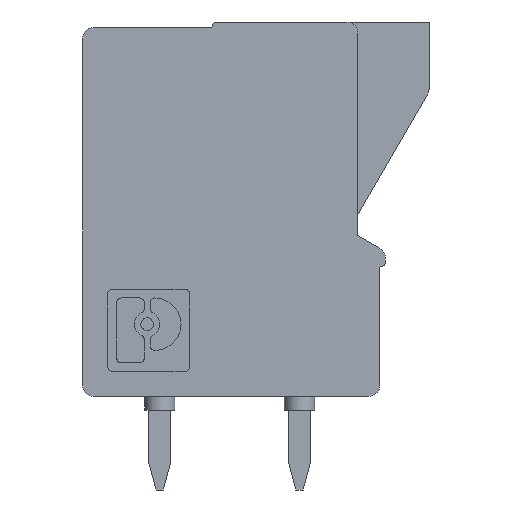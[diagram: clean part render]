
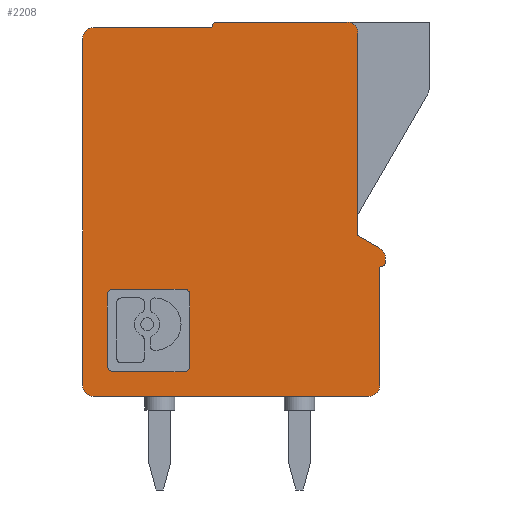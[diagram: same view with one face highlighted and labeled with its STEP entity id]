
A CAD part, left-side view. The second image highlights one B-rep face of the part: STEP entity #2208.
In plain terms, the highlighted planar face has unit normal (-1, 0, 0).
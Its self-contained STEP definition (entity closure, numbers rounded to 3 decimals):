
#2004=CARTESIAN_POINT('',(-4.18,5.89,-0.68));
#2005=DIRECTION('',(-1.0,0.0,0.0));
#2006=DIRECTION('',(0.0,0.0,-1.0));
#2007=AXIS2_PLACEMENT_3D('',#2004,#2005,#2006);
#2008=PLANE('',#2007);
#2009=CARTESIAN_POINT('',(-4.18,-5.46,5.388));
#2010=VERTEX_POINT('',#2009);
#2011=CARTESIAN_POINT('',(-4.18,-4.66,5.85));
#2012=VERTEX_POINT('',#2011);
#2013=CARTESIAN_POINT('',(-4.18,-5.46,5.388));
#2014=DIRECTION('',(0.0,0.866,0.5));
#2015=VECTOR('',#2014,0.924);
#2016=LINE('',#2013,#2015);
#2017=EDGE_CURVE('',#2010,#2012,#2016,.T.);
#2018=ORIENTED_EDGE('',*,*,#2017,.T.);
#2019=CARTESIAN_POINT('',(-4.18,-4.66,13.2));
#2020=VERTEX_POINT('',#2019);
#2021=CARTESIAN_POINT('',(-4.18,-4.66,5.85));
#2022=DIRECTION('',(0.0,0.0,1.0));
#2023=VECTOR('',#2022,7.35);
#2024=LINE('',#2021,#2023);
#2025=EDGE_CURVE('',#2012,#2020,#2024,.T.);
#2026=ORIENTED_EDGE('',*,*,#2025,.T.);
#2027=CARTESIAN_POINT('',(-4.18,-4.26,13.6));
#2028=VERTEX_POINT('',#2027);
#2029=CARTESIAN_POINT('',(-4.18,-4.26,13.2));
#2030=DIRECTION('',(-1.0,0.0,0.0));
#2031=DIRECTION('',(0.0,0.0,-1.0));
#2032=AXIS2_PLACEMENT_3D('',#2029,#2030,#2031);
#2033=CIRCLE('',#2032,0.4);
#2034=EDGE_CURVE('',#2020,#2028,#2033,.T.);
#2035=ORIENTED_EDGE('',*,*,#2034,.T.);
#2036=CARTESIAN_POINT('',(-4.18,0.44,13.6));
#2037=VERTEX_POINT('',#2036);
#2038=CARTESIAN_POINT('',(-4.18,-4.26,13.6));
#2039=DIRECTION('',(0.0,1.0,0.0));
#2040=VECTOR('',#2039,4.7);
#2041=LINE('',#2038,#2040);
#2042=EDGE_CURVE('',#2028,#2037,#2041,.T.);
#2043=ORIENTED_EDGE('',*,*,#2042,.T.);
#2044=CARTESIAN_POINT('',(-4.18,0.64,13.4));
#2045=VERTEX_POINT('',#2044);
#2046=CARTESIAN_POINT('',(-4.18,0.44,13.4));
#2047=DIRECTION('',(-1.0,0.0,0.0));
#2048=DIRECTION('',(0.0,0.0,-1.0));
#2049=AXIS2_PLACEMENT_3D('',#2046,#2047,#2048);
#2050=CIRCLE('',#2049,0.2);
#2051=EDGE_CURVE('',#2037,#2045,#2050,.T.);
#2052=ORIENTED_EDGE('',*,*,#2051,.T.);
#2053=CARTESIAN_POINT('',(-4.18,4.94,13.4));
#2054=VERTEX_POINT('',#2053);
#2055=CARTESIAN_POINT('',(-4.18,0.64,13.4));
#2056=DIRECTION('',(0.0,1.0,0.0));
#2057=VECTOR('',#2056,4.3);
#2058=LINE('',#2055,#2057);
#2059=EDGE_CURVE('',#2045,#2054,#2058,.T.);
#2060=ORIENTED_EDGE('',*,*,#2059,.T.);
#2061=CARTESIAN_POINT('',(-4.18,5.34,13.0));
#2062=VERTEX_POINT('',#2061);
#2063=CARTESIAN_POINT('',(-4.18,4.94,13.0));
#2064=DIRECTION('',(-1.0,0.0,0.0));
#2065=DIRECTION('',(0.0,0.0,-1.0));
#2066=AXIS2_PLACEMENT_3D('',#2063,#2064,#2065);
#2067=CIRCLE('',#2066,0.4);
#2068=EDGE_CURVE('',#2054,#2062,#2067,.T.);
#2069=ORIENTED_EDGE('',*,*,#2068,.T.);
#2070=CARTESIAN_POINT('',(-4.18,5.34,0.4));
#2071=VERTEX_POINT('',#2070);
#2072=CARTESIAN_POINT('',(-4.18,5.34,13.0));
#2073=DIRECTION('',(0.0,0.0,-1.0));
#2074=VECTOR('',#2073,12.6);
#2075=LINE('',#2072,#2074);
#2076=EDGE_CURVE('',#2062,#2071,#2075,.T.);
#2077=ORIENTED_EDGE('',*,*,#2076,.T.);
#2078=CARTESIAN_POINT('',(-4.18,4.94,0.0));
#2079=VERTEX_POINT('',#2078);
#2080=CARTESIAN_POINT('',(-4.18,4.94,0.4));
#2081=DIRECTION('',(-1.0,0.0,0.0));
#2082=DIRECTION('',(0.0,0.0,-1.0));
#2083=AXIS2_PLACEMENT_3D('',#2080,#2081,#2082);
#2084=CIRCLE('',#2083,0.4);
#2085=EDGE_CURVE('',#2071,#2079,#2084,.T.);
#2086=ORIENTED_EDGE('',*,*,#2085,.T.);
#2087=CARTESIAN_POINT('',(-4.18,-5.06,0.0));
#2088=VERTEX_POINT('',#2087);
#2089=CARTESIAN_POINT('',(-4.18,4.94,0.0));
#2090=DIRECTION('',(0.0,-1.0,0.0));
#2091=VECTOR('',#2090,10.0);
#2092=LINE('',#2089,#2091);
#2093=EDGE_CURVE('',#2079,#2088,#2092,.T.);
#2094=ORIENTED_EDGE('',*,*,#2093,.T.);
#2095=CARTESIAN_POINT('',(-4.18,-5.46,0.4));
#2096=VERTEX_POINT('',#2095);
#2097=CARTESIAN_POINT('',(-4.18,-5.06,0.4));
#2098=DIRECTION('',(-1.0,0.0,0.0));
#2099=DIRECTION('',(0.0,0.0,-1.0));
#2100=AXIS2_PLACEMENT_3D('',#2097,#2098,#2099);
#2101=CIRCLE('',#2100,0.4);
#2102=EDGE_CURVE('',#2088,#2096,#2101,.T.);
#2103=ORIENTED_EDGE('',*,*,#2102,.T.);
#2104=CARTESIAN_POINT('',(-4.18,-5.46,4.7));
#2105=VERTEX_POINT('',#2104);
#2106=CARTESIAN_POINT('',(-4.18,-5.46,0.4));
#2107=DIRECTION('',(0.0,0.0,1.0));
#2108=VECTOR('',#2107,4.3);
#2109=LINE('',#2106,#2108);
#2110=EDGE_CURVE('',#2096,#2105,#2109,.T.);
#2111=ORIENTED_EDGE('',*,*,#2110,.T.);
#2112=CARTESIAN_POINT('',(-4.18,-5.66,4.9));
#2113=VERTEX_POINT('',#2112);
#2114=CARTESIAN_POINT('',(-4.18,-5.46,4.9));
#2115=DIRECTION('',(-1.0,0.0,0.0));
#2116=DIRECTION('',(0.0,0.0,-1.0));
#2117=AXIS2_PLACEMENT_3D('',#2114,#2115,#2116);
#2118=CIRCLE('',#2117,0.2);
#2119=EDGE_CURVE('',#2105,#2113,#2118,.T.);
#2120=ORIENTED_EDGE('',*,*,#2119,.T.);
#2121=CARTESIAN_POINT('',(-4.18,-5.66,5.042));
#2122=VERTEX_POINT('',#2121);
#2123=CARTESIAN_POINT('',(-4.18,-5.66,4.9));
#2124=DIRECTION('',(0.0,0.0,1.0));
#2125=VECTOR('',#2124,0.142);
#2126=LINE('',#2123,#2125);
#2127=EDGE_CURVE('',#2113,#2122,#2126,.T.);
#2128=ORIENTED_EDGE('',*,*,#2127,.T.);
#2129=CARTESIAN_POINT('',(-4.18,-5.26,5.042));
#2130=DIRECTION('',(-1.0,0.0,0.0));
#2131=DIRECTION('',(0.0,0.0,-1.0));
#2132=AXIS2_PLACEMENT_3D('',#2129,#2130,#2131);
#2133=CIRCLE('',#2132,0.4);
#2134=EDGE_CURVE('',#2122,#2010,#2133,.T.);
#2135=ORIENTED_EDGE('',*,*,#2134,.T.);
#2136=EDGE_LOOP('',(#2018,#2026,#2035,#2043,#2052,#2060,#2069,#2077,#2086,#2094,#2103,#2111,#2120,#2128,#2135));
#2137=FACE_OUTER_BOUND('',#2136,.T.);
#2138=CARTESIAN_POINT('',(-4.18,4.229,0.9));
#2139=VERTEX_POINT('',#2138);
#2140=CARTESIAN_POINT('',(-4.18,1.651,0.9));
#2141=VERTEX_POINT('',#2140);
#2142=CARTESIAN_POINT('',(-4.18,4.229,0.9));
#2143=DIRECTION('',(0.0,-1.0,0.0));
#2144=VECTOR('',#2143,2.578);
#2145=LINE('',#2142,#2144);
#2146=EDGE_CURVE('',#2139,#2141,#2145,.T.);
#2147=ORIENTED_EDGE('',*,*,#2146,.F.);
#2148=CARTESIAN_POINT('',(-4.18,4.44,1.111));
#2149=VERTEX_POINT('',#2148);
#2150=CARTESIAN_POINT('',(-4.18,4.229,1.111));
#2151=DIRECTION('',(-1.0,0.0,0.0));
#2152=DIRECTION('',(0.0,-1.0,0.0));
#2153=AXIS2_PLACEMENT_3D('',#2150,#2151,#2152);
#2154=CIRCLE('',#2153,0.211);
#2155=EDGE_CURVE('',#2149,#2139,#2154,.T.);
#2156=ORIENTED_EDGE('',*,*,#2155,.F.);
#2157=CARTESIAN_POINT('',(-4.18,4.44,3.689));
#2158=VERTEX_POINT('',#2157);
#2159=CARTESIAN_POINT('',(-4.18,4.44,3.689));
#2160=DIRECTION('',(0.0,0.0,-1.0));
#2161=VECTOR('',#2160,2.578);
#2162=LINE('',#2159,#2161);
#2163=EDGE_CURVE('',#2158,#2149,#2162,.T.);
#2164=ORIENTED_EDGE('',*,*,#2163,.F.);
#2165=CARTESIAN_POINT('',(-4.18,4.229,3.9));
#2166=VERTEX_POINT('',#2165);
#2167=CARTESIAN_POINT('',(-4.18,4.229,3.689));
#2168=DIRECTION('',(-1.0,0.0,0.0));
#2169=DIRECTION('',(0.0,-1.0,0.0));
#2170=AXIS2_PLACEMENT_3D('',#2167,#2168,#2169);
#2171=CIRCLE('',#2170,0.211);
#2172=EDGE_CURVE('',#2166,#2158,#2171,.T.);
#2173=ORIENTED_EDGE('',*,*,#2172,.F.);
#2174=CARTESIAN_POINT('',(-4.18,1.651,3.9));
#2175=VERTEX_POINT('',#2174);
#2176=CARTESIAN_POINT('',(-4.18,1.651,3.9));
#2177=DIRECTION('',(0.0,1.0,0.0));
#2178=VECTOR('',#2177,2.578);
#2179=LINE('',#2176,#2178);
#2180=EDGE_CURVE('',#2175,#2166,#2179,.T.);
#2181=ORIENTED_EDGE('',*,*,#2180,.F.);
#2182=CARTESIAN_POINT('',(-4.18,1.44,3.689));
#2183=VERTEX_POINT('',#2182);
#2184=CARTESIAN_POINT('',(-4.18,1.651,3.689));
#2185=DIRECTION('',(-1.0,0.0,0.0));
#2186=DIRECTION('',(0.0,-1.0,0.0));
#2187=AXIS2_PLACEMENT_3D('',#2184,#2185,#2186);
#2188=CIRCLE('',#2187,0.211);
#2189=EDGE_CURVE('',#2183,#2175,#2188,.T.);
#2190=ORIENTED_EDGE('',*,*,#2189,.F.);
#2191=CARTESIAN_POINT('',(-4.18,1.44,1.111));
#2192=VERTEX_POINT('',#2191);
#2193=CARTESIAN_POINT('',(-4.18,1.44,1.111));
#2194=DIRECTION('',(0.0,0.0,1.0));
#2195=VECTOR('',#2194,2.578);
#2196=LINE('',#2193,#2195);
#2197=EDGE_CURVE('',#2192,#2183,#2196,.T.);
#2198=ORIENTED_EDGE('',*,*,#2197,.F.);
#2199=CARTESIAN_POINT('',(-4.18,1.651,1.111));
#2200=DIRECTION('',(-1.0,0.0,0.0));
#2201=DIRECTION('',(0.0,-1.0,0.0));
#2202=AXIS2_PLACEMENT_3D('',#2199,#2200,#2201);
#2203=CIRCLE('',#2202,0.211);
#2204=EDGE_CURVE('',#2141,#2192,#2203,.T.);
#2205=ORIENTED_EDGE('',*,*,#2204,.F.);
#2206=EDGE_LOOP('',(#2147,#2156,#2164,#2173,#2181,#2190,#2198,#2205));
#2207=FACE_BOUND('',#2206,.T.);
#2208=ADVANCED_FACE('',(#2137,#2207),#2008,.T.);
